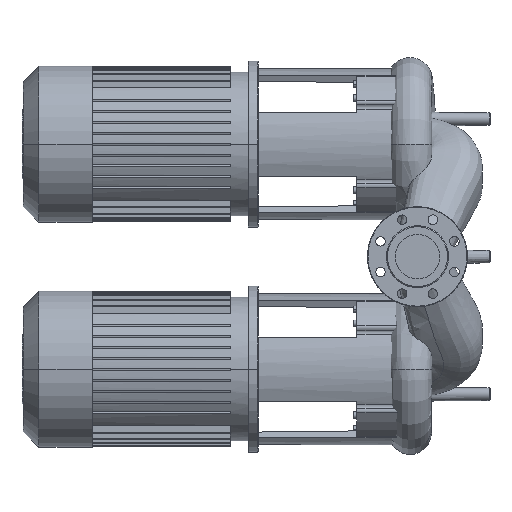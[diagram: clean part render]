
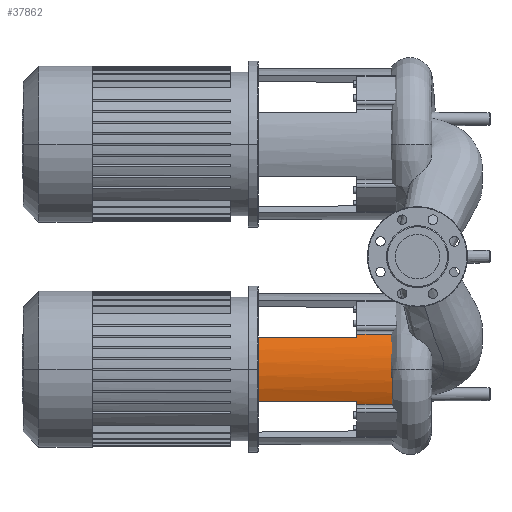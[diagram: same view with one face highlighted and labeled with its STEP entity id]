
A CAD part, left-side view. The second image highlights one B-rep face of the part: STEP entity #37862.
In plain terms, the highlighted cylindrical face has radius 151 mm (diameter 302 mm), a partial arc.
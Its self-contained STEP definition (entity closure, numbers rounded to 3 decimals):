
#36809=CARTESIAN_POINT('',(113.148,318.0,-288.815));
#36810=VERTEX_POINT('',#36809);
#36811=CARTESIAN_POINT('',(113.148,318.0,-161.185));
#36812=VERTEX_POINT('',#36811);
#36813=CARTESIAN_POINT('',(250.0,318.0,-225.0));
#36814=DIRECTION('',(0.0,1.0,0.0));
#36815=DIRECTION('',(-0.906,0.0,0.423));
#36816=AXIS2_PLACEMENT_3D('',#36813,#36814,#36815);
#36817=CIRCLE('',#36816,151.);
#36818=EDGE_CURVE('',#36810,#36812,#36817,.T.);
#36893=CARTESIAN_POINT('',(113.148,121.05,-288.815));
#36894=VERTEX_POINT('',#36893);
#36901=CARTESIAN_POINT('',(113.148,318.0,-288.815));
#36902=DIRECTION('',(0.0,-1.0,0.0));
#36903=VECTOR('',#36902,196.95);
#36904=LINE('',#36901,#36903);
#36905=EDGE_CURVE('',#36810,#36894,#36904,.T.);
#36973=CARTESIAN_POINT('',(113.148,121.05,-161.185));
#36974=VERTEX_POINT('',#36973);
#36975=CARTESIAN_POINT('',(113.148,318.0,-161.185));
#36976=DIRECTION('',(0.0,-1.0,0.0));
#36977=VECTOR('',#36976,196.95);
#36978=LINE('',#36975,#36977);
#36979=EDGE_CURVE('',#36812,#36974,#36978,.T.);
#37225=CARTESIAN_POINT('',(116.188,121.05,-155.033));
#37226=VERTEX_POINT('',#37225);
#37227=CARTESIAN_POINT('',(250.0,121.05,-225.0));
#37228=DIRECTION('',(0.0,-1.0,0.0));
#37229=DIRECTION('',(1.0,0.0,0.0));
#37230=AXIS2_PLACEMENT_3D('',#37227,#37228,#37229);
#37231=CIRCLE('',#37230,151.0);
#37232=EDGE_CURVE('',#37226,#36974,#37231,.T.);
#37490=CARTESIAN_POINT('',(116.188,121.05,-294.967));
#37491=VERTEX_POINT('',#37490);
#37499=CARTESIAN_POINT('',(250.0,121.05,-225.0));
#37500=DIRECTION('',(0.0,-1.0,0.0));
#37501=DIRECTION('',(1.0,0.0,0.0));
#37502=AXIS2_PLACEMENT_3D('',#37499,#37500,#37501);
#37503=CIRCLE('',#37502,151.0);
#37504=EDGE_CURVE('',#36894,#37491,#37503,.T.);
#37816=CARTESIAN_POINT('',(116.188,20.0,-294.967));
#37817=VERTEX_POINT('',#37816);
#37825=CARTESIAN_POINT('',(116.188,20.0,-294.967));
#37826=DIRECTION('',(0.0,1.0,0.0));
#37827=VECTOR('',#37826,101.05);
#37828=LINE('',#37825,#37827);
#37829=EDGE_CURVE('',#37817,#37491,#37828,.T.);
#37834=CARTESIAN_POINT('',(250.0,20.0,-225.0));
#37835=DIRECTION('',(0.0,1.0,0.0));
#37836=DIRECTION('',(1.0,0.0,0.0));
#37837=AXIS2_PLACEMENT_3D('',#37834,#37835,#37836);
#37838=CYLINDRICAL_SURFACE('',#37837,151.0);
#37839=ORIENTED_EDGE('',*,*,#37829,.F.);
#37840=CARTESIAN_POINT('',(116.188,20.0,-155.033));
#37841=VERTEX_POINT('',#37840);
#37842=CARTESIAN_POINT('',(250.0,20.0,-225.0));
#37843=DIRECTION('',(0.0,-1.0,0.0));
#37844=DIRECTION('',(1.0,0.0,0.0));
#37845=AXIS2_PLACEMENT_3D('',#37842,#37843,#37844);
#37846=CIRCLE('',#37845,151.0);
#37847=EDGE_CURVE('',#37841,#37817,#37846,.T.);
#37848=ORIENTED_EDGE('',*,*,#37847,.F.);
#37849=CARTESIAN_POINT('',(116.188,121.05,-155.033));
#37850=DIRECTION('',(0.0,-1.0,0.0));
#37851=VECTOR('',#37850,101.05);
#37852=LINE('',#37849,#37851);
#37853=EDGE_CURVE('',#37226,#37841,#37852,.T.);
#37854=ORIENTED_EDGE('',*,*,#37853,.F.);
#37855=ORIENTED_EDGE('',*,*,#37232,.T.);
#37856=ORIENTED_EDGE('',*,*,#36979,.F.);
#37857=ORIENTED_EDGE('',*,*,#36818,.F.);
#37858=ORIENTED_EDGE('',*,*,#36905,.T.);
#37859=ORIENTED_EDGE('',*,*,#37504,.T.);
#37860=EDGE_LOOP('',(#37839,#37848,#37854,#37855,#37856,#37857,#37858,#37859));
#37861=FACE_OUTER_BOUND('',#37860,.T.);
#37862=ADVANCED_FACE('',(#37861),#37838,.T.);
